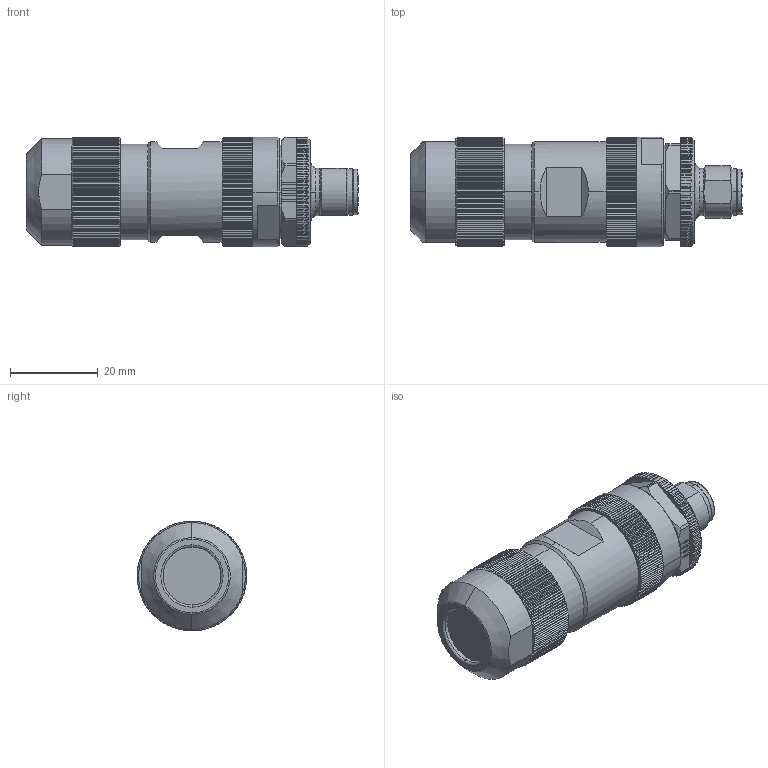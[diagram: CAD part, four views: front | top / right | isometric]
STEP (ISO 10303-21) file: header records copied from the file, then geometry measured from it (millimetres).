
FILE_DESCRIPTION (( 'STEP AP203' ), '1' );
FILE_NAME ('7000-P4591-0000000.step', '2021-12-20T18:02:18', ( '' ), ( '' ), 'SwSTEP 2.0', 'SolidWorks 2021', '' );
FILE_SCHEMA (( 'CONFIG_CONTROL_DESIGN' ));
Length unit declared in the file: inch
Products named in the file (1): 7000-P4591-0000000
Bounding box: 75.8 x 25 x 25 mm (x, y, z)
Volume: 28737.1 mm3; surface area: 7676.7 mm2
Topology: 1 solids, 1 shells, 1319 faces, 3809 edges, 2480 vertices
Faces by surface type: plane 858, cylinder 361, bspline 69, cone 31
Entity records: 45816 total; most frequent: CARTESIAN_POINT 12890, ORIENTED_EDGE 7564, DIRECTION 6127, EDGE_CURVE 3782, VERTEX_POINT 2480, AXIS2_PLACEMENT_3D 2220, VECTOR 1687, LINE 1687
